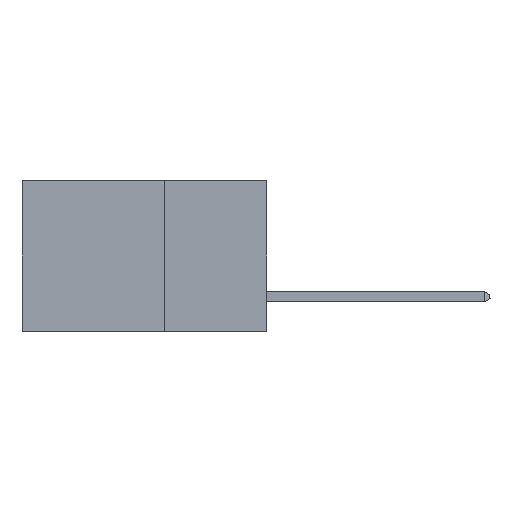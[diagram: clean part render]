
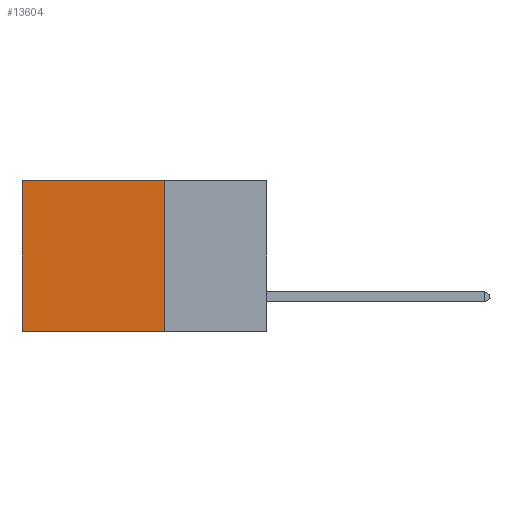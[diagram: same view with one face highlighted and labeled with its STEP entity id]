
A CAD part, left-side view. The second image highlights one B-rep face of the part: STEP entity #13604.
In plain terms, the highlighted planar face has unit normal (-1, 0, 0).
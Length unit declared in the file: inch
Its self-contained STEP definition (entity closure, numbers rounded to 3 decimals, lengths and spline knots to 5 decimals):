
#565 = DIRECTION ( 'NONE',  ( 0., 0., -1. ) ) ;
#3055 = CARTESIAN_POINT ( 'NONE',  ( 0.2875, 0.25, 0. ) ) ;
#4808 = CARTESIAN_POINT ( 'NONE',  ( 0.2875, 0.6, 0. ) ) ;
#5035 = VERTEX_POINT ( 'NONE', #17189 ) ;
#7782 = LINE ( 'NONE', #3055, #8579 ) ;
#8579 = VECTOR ( 'NONE', #565, 39.37008 ) ;
#8771 = CARTESIAN_POINT ( 'NONE',  ( 0.2875, 0.25, 0. ) ) ;
#11814 = LINE ( 'NONE', #16424, #22361 ) ;
#11910 = PLANE ( 'NONE',  #32710 ) ;
#12152 = EDGE_CURVE ( 'NONE', #12258, #5035, #7782, .T. ) ;
#12258 = VERTEX_POINT ( 'NONE', #8771 ) ;
#13604 = ADVANCED_FACE ( 'NONE', ( #19198 ), #11910, .F. ) ;
#13865 = VECTOR ( 'NONE', #32723, 39.37008 ) ;
#14558 = CARTESIAN_POINT ( 'NONE',  ( 0.2875, 0.6, 0. ) ) ;
#16424 = CARTESIAN_POINT ( 'NONE',  ( 0.2875, 0.25, 0. ) ) ;
#16468 = EDGE_LOOP ( 'NONE', ( #22995, #32854, #25801, #22861 ) ) ;
#17189 = CARTESIAN_POINT ( 'NONE',  ( 0.2875, 0.25, -0.37 ) ) ;
#17522 = LINE ( 'NONE', #14558, #13865 ) ;
#19198 = FACE_OUTER_BOUND ( 'NONE', #16468, .T. ) ;
#19728 = CARTESIAN_POINT ( 'NONE',  ( 0.2875, 0.25, 0. ) ) ;
#21923 = EDGE_CURVE ( 'NONE', #22579, #23328, #17522, .T. ) ;
#22341 = DIRECTION ( 'NONE',  ( 1., 0., 0. ) ) ;
#22361 = VECTOR ( 'NONE', #26926, 39.37008 ) ;
#22579 = VERTEX_POINT ( 'NONE', #4808 ) ;
#22861 = ORIENTED_EDGE ( 'NONE', *, *, #28939, .T. ) ;
#22995 = ORIENTED_EDGE ( 'NONE', *, *, #21923, .T. ) ;
#23262 = DIRECTION ( 'NONE',  ( 0., 1., 0. ) ) ;
#23328 = VERTEX_POINT ( 'NONE', #23850 ) ;
#23850 = CARTESIAN_POINT ( 'NONE',  ( 0.2875, 0.6, -0.37 ) ) ;
#25801 = ORIENTED_EDGE ( 'NONE', *, *, #12152, .F. ) ;
#25904 = LINE ( 'NONE', #28308, #32730 ) ;
#26926 = DIRECTION ( 'NONE',  ( 0., 1., 0. ) ) ;
#27521 = DIRECTION ( 'NONE',  ( 0., 0., -1. ) ) ;
#28308 = CARTESIAN_POINT ( 'NONE',  ( 0.2875, 0.25, -0.37 ) ) ;
#28939 = EDGE_CURVE ( 'NONE', #12258, #22579, #11814, .T. ) ;
#31099 = EDGE_CURVE ( 'NONE', #5035, #23328, #25904, .T. ) ;
#32710 = AXIS2_PLACEMENT_3D ( 'NONE', #19728, #22341, #27521 ) ;
#32723 = DIRECTION ( 'NONE',  ( 0., 0., -1. ) ) ;
#32730 = VECTOR ( 'NONE', #23262, 39.37008 ) ;
#32854 = ORIENTED_EDGE ( 'NONE', *, *, #31099, .F. ) ;
